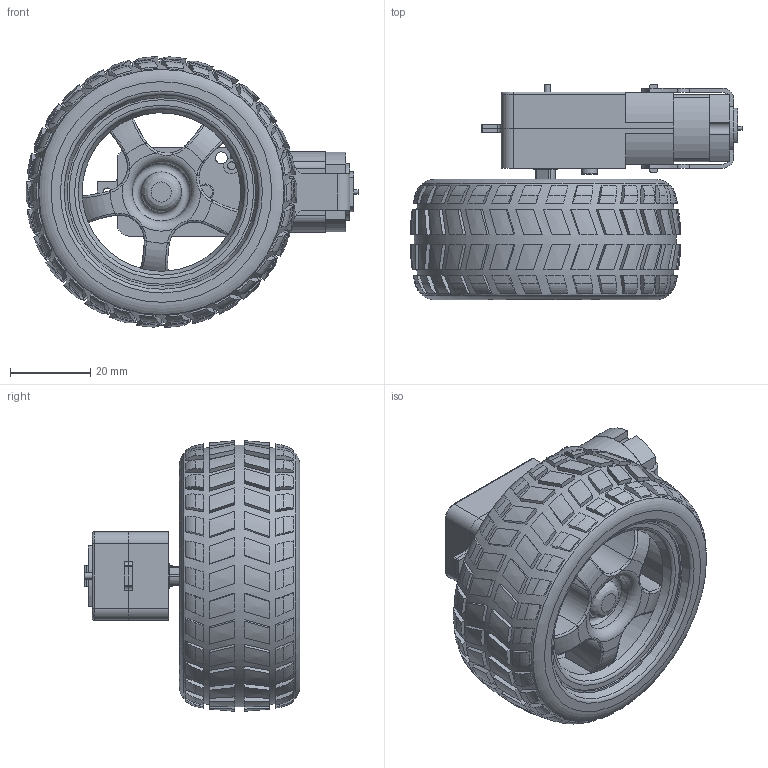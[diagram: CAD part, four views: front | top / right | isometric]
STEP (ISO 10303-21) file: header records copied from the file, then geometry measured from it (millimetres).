
FILE_DESCRIPTION(/* description */ (''),/* implementation_level */ '2;1');
FILE_NAME(/* name */ '9318156e-e23f-41df-b1f7-c95d3b3124ec.stp',/* time_stamp */ '2020-02-22T19:29:36+00:00',/* author */ (''),/* organization */ (''),/* preprocessor_version */ 'ST-DEVELOPER v18',/* originating_system */ 'Autodesk Translation Framework v8.12.0.6',/* authorisation */ '');
FILE_SCHEMA (('AUTOMOTIVE_DESIGN { 1 0 10303 214 3 1 1 }'));
Length unit declared in the file: millimetre
Products named in the file (11): DC Motor with wheel; DC Motor with wheel_1; Wheel; Motor; capa 1 (amarela); pino 2 (cinza); capa 2 (amarela); pino motor; base1 (cinza); Ponta (preto); suporte motor (acrílico)
Assembly tree (10 placements, depth 4):
  DC Motor with wheel
    DC Motor with wheel_1
      Wheel
      Motor
        capa 1 (amarela)
        pino 2 (cinza)
        capa 2 (amarela)
        pino motor
        base1 (cinza)
        Ponta (preto)
        suporte motor (acrílico)
Bounding box: 82.73 x 53.75 x 67.45 mm (x, y, z)
Volume: 78004.2 mm3; surface area: 29852.8 mm2
Topology: 8 solids, 8 shells, 954 faces, 2410 edges, 1605 vertices
Faces by surface type: plane 601, bspline 143, cylinder 113, torus 94, cone 3
Full cylindrical faces by diameter (mm): 1 x1, 1.5 x5, 2 x6, 3 x4, 4 x1, 5 x2, 6 x2, 10 x1, 12.5 x1, 14.5 x1, 46 x1, 47 x1
Entity records: 33415 total; most frequent: CARTESIAN_POINT 10402, ORIENTED_EDGE 4820, DIRECTION 4640, EDGE_CURVE 2410, AXIS2_PLACEMENT_3D 1905, VERTEX_POINT 1605, EDGE_LOOP 1119, CIRCLE 1043
